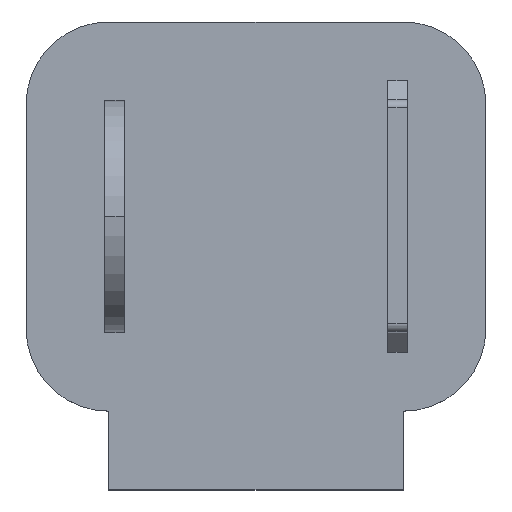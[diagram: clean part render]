
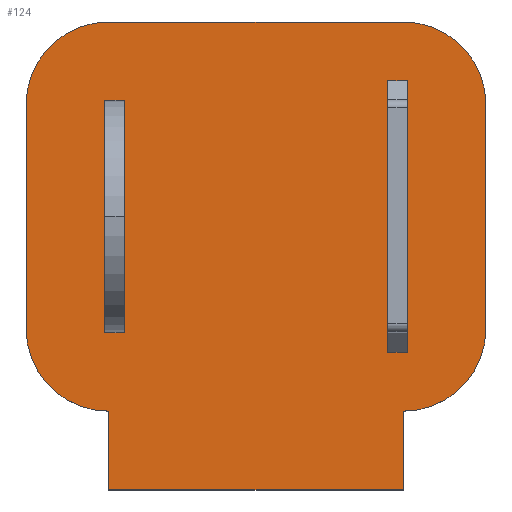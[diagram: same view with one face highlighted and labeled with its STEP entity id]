
A CAD part, top view. The second image highlights one B-rep face of the part: STEP entity #124.
In plain terms, the highlighted planar face has unit normal (0, 0, 1).
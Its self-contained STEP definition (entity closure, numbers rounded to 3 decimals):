
#6 = CARTESIAN_POINT ( 'NONE',  ( 55., -40., -132. ) ) ;
#15 = EDGE_CURVE ( 'NONE', #564, #295, #416, .T. ) ;
#26 = CARTESIAN_POINT ( 'NONE',  ( 55., 79., -132. ) ) ;
#33 = EDGE_CURVE ( 'NONE', #892, #1287, #80, .T. ) ;
#45 = LINE ( 'NONE', #319, #822 ) ;
#51 = CARTESIAN_POINT ( 'NONE',  ( -20., -40., -132. ) ) ;
#66 = CARTESIAN_POINT ( 'NONE',  ( -41., 1., -132. ) ) ;
#75 = LINE ( 'NONE', #825, #1034 ) ;
#80 = LINE ( 'NONE', #517, #518 ) ;
#86 = CARTESIAN_POINT ( 'NONE',  ( 51., 64., -132. ) ) ;
#93 = VECTOR ( 'NONE', #279, 1000. ) ;
#118 = VECTOR ( 'NONE', #1562, 1000. ) ;
#121 = ORIENTED_EDGE ( 'NONE', *, *, #1045, .T. ) ;
#124 = ADVANCED_FACE ( 'NONE', ( #1027, #360, #644 ), #1222, .F. ) ;
#132 = CARTESIAN_POINT ( 'NONE',  ( 55., -40., -132. ) ) ;
#163 = LINE ( 'NONE', #740, #1252 ) ;
#174 = DIRECTION ( 'NONE',  ( 0., 0., -1. ) ) ;
#178 = DIRECTION ( 'NONE',  ( -1., 0., 0. ) ) ;
#183 = AXIS2_PLACEMENT_3D ( 'NONE', #520, #1840, #219 ) ;
#198 = ORIENTED_EDGE ( 'NONE', *, *, #33, .F. ) ;
#205 = DIRECTION ( 'NONE',  ( 0., -1., 0. ) ) ;
#209 = AXIS2_PLACEMENT_3D ( 'NONE', #1060, #483, #1078 ) ;
#210 = CARTESIAN_POINT ( 'NONE',  ( -20., -40., -132. ) ) ;
#219 = DIRECTION ( 'NONE',  ( -1., 0., 0. ) ) ;
#226 = CARTESIAN_POINT ( 'NONE',  ( 0., -5., -132. ) ) ;
#228 = EDGE_CURVE ( 'NONE', #295, #569, #1531, .T. ) ;
#229 = CARTESIAN_POINT ( 'NONE',  ( -16., 0., -132. ) ) ;
#234 = ORIENTED_EDGE ( 'NONE', *, *, #1123, .T. ) ;
#238 = EDGE_CURVE ( 'NONE', #707, #1056, #960, .T. ) ;
#249 = ORIENTED_EDGE ( 'NONE', *, *, #458, .F. ) ;
#255 = EDGE_LOOP ( 'NONE', ( #1111, #121, #1829, #1735, #789, #1548, #710, #1792, #438, #1843 ) ) ;
#266 = AXIS2_PLACEMENT_3D ( 'NONE', #313, #174, #601 ) ;
#279 = DIRECTION ( 'NONE',  ( 1., 0., 0. ) ) ;
#293 = CIRCLE ( 'NONE', #1293, 21. ) ;
#295 = VERTEX_POINT ( 'NONE', #1572 ) ;
#297 = EDGE_CURVE ( 'NONE', #1012, #410, #293, .T. ) ;
#313 = CARTESIAN_POINT ( 'NONE',  ( 0., 0., -132. ) ) ;
#319 = CARTESIAN_POINT ( 'NONE',  ( -16., 59., -132. ) ) ;
#344 = VERTEX_POINT ( 'NONE', #26 ) ;
#347 = DIRECTION ( 'NONE',  ( 0., -1., 0. ) ) ;
#360 = FACE_OUTER_BOUND ( 'NONE', #255, .T. ) ;
#364 = VERTEX_POINT ( 'NONE', #1737 ) ;
#381 = DIRECTION ( 'NONE',  ( 0., 0., 1. ) ) ;
#402 = CARTESIAN_POINT ( 'NONE',  ( -20., -20., -132. ) ) ;
#410 = VERTEX_POINT ( 'NONE', #878 ) ;
#416 = LINE ( 'NONE', #1566, #833 ) ;
#427 = CARTESIAN_POINT ( 'NONE',  ( -16., 59., -132. ) ) ;
#438 = ORIENTED_EDGE ( 'NONE', *, *, #993, .T. ) ;
#448 = DIRECTION ( 'NONE',  ( -1., 0., 0. ) ) ;
#458 = EDGE_CURVE ( 'NONE', #747, #569, #163, .T. ) ;
#459 = CARTESIAN_POINT ( 'NONE',  ( 55., -40., -132. ) ) ;
#483 = DIRECTION ( 'NONE',  ( 0., 0., 1. ) ) ;
#517 = CARTESIAN_POINT ( 'NONE',  ( -21., 59., -132. ) ) ;
#518 = VECTOR ( 'NONE', #1046, 1000. ) ;
#520 = CARTESIAN_POINT ( 'NONE',  ( -20., 1., -132. ) ) ;
#563 = CARTESIAN_POINT ( 'NONE',  ( -21., 59., -132. ) ) ;
#564 = VERTEX_POINT ( 'NONE', #1769 ) ;
#569 = VERTEX_POINT ( 'NONE', #786 ) ;
#574 = DIRECTION ( 'NONE',  ( 0., 1., 0. ) ) ;
#582 = CIRCLE ( 'NONE', #183, 21. ) ;
#599 = VECTOR ( 'NONE', #1837, 1000. ) ;
#601 = DIRECTION ( 'NONE',  ( -1., 0., 0. ) ) ;
#604 = CARTESIAN_POINT ( 'NONE',  ( -41., 58., -132. ) ) ;
#643 = EDGE_CURVE ( 'NONE', #1077, #1155, #782, .T. ) ;
#644 = FACE_BOUND ( 'NONE', #1561, .T. ) ;
#654 = VECTOR ( 'NONE', #738, 1000. ) ;
#656 = DIRECTION ( 'NONE',  ( 0., 1., 0. ) ) ;
#707 = VERTEX_POINT ( 'NONE', #459 ) ;
#710 = ORIENTED_EDGE ( 'NONE', *, *, #1633, .F. ) ;
#731 = CARTESIAN_POINT ( 'NONE',  ( -16., 0., -132. ) ) ;
#738 = DIRECTION ( 'NONE',  ( -1., 0., 0. ) ) ;
#740 = CARTESIAN_POINT ( 'NONE',  ( 51., 59., -132. ) ) ;
#747 = VERTEX_POINT ( 'NONE', #86 ) ;
#782 = LINE ( 'NONE', #909, #1481 ) ;
#785 = VERTEX_POINT ( 'NONE', #1263 ) ;
#786 = CARTESIAN_POINT ( 'NONE',  ( 51., -5., -132. ) ) ;
#789 = ORIENTED_EDGE ( 'NONE', *, *, #643, .F. ) ;
#794 = ORIENTED_EDGE ( 'NONE', *, *, #964, .T. ) ;
#795 = CARTESIAN_POINT ( 'NONE',  ( 56., 64., -132. ) ) ;
#822 = VECTOR ( 'NONE', #448, 1000. ) ;
#825 = CARTESIAN_POINT ( 'NONE',  ( -16., 59., -132. ) ) ;
#833 = VECTOR ( 'NONE', #1860, 1000. ) ;
#851 = VERTEX_POINT ( 'NONE', #402 ) ;
#878 = CARTESIAN_POINT ( 'NONE',  ( 76., 1., -132. ) ) ;
#882 = CIRCLE ( 'NONE', #209, 21. ) ;
#892 = VERTEX_POINT ( 'NONE', #563 ) ;
#909 = CARTESIAN_POINT ( 'NONE',  ( -41., -20., -132. ) ) ;
#937 = LINE ( 'NONE', #1627, #1539 ) ;
#960 = LINE ( 'NONE', #132, #599 ) ;
#964 = EDGE_CURVE ( 'NONE', #1646, #1287, #1751, .T. ) ;
#993 = EDGE_CURVE ( 'NONE', #707, #1012, #1580, .T. ) ;
#1012 = VERTEX_POINT ( 'NONE', #1154 ) ;
#1027 = FACE_BOUND ( 'NONE', #1794, .T. ) ;
#1034 = VECTOR ( 'NONE', #1526, 1000. ) ;
#1045 = EDGE_CURVE ( 'NONE', #785, #344, #1474, .T. ) ;
#1046 = DIRECTION ( 'NONE',  ( 0., -1., 0. ) ) ;
#1056 = VERTEX_POINT ( 'NONE', #51 ) ;
#1060 = CARTESIAN_POINT ( 'NONE',  ( -20., 58., -132. ) ) ;
#1076 = EDGE_CURVE ( 'NONE', #785, #410, #937, .T. ) ;
#1077 = VERTEX_POINT ( 'NONE', #66 ) ;
#1078 = DIRECTION ( 'NONE',  ( -1., 0., 0. ) ) ;
#1102 = CARTESIAN_POINT ( 'NONE',  ( 55., 1., -132. ) ) ;
#1107 = EDGE_CURVE ( 'NONE', #364, #1155, #882, .T. ) ;
#1111 = ORIENTED_EDGE ( 'NONE', *, *, #1076, .F. ) ;
#1123 = EDGE_CURVE ( 'NONE', #747, #564, #1207, .T. ) ;
#1151 = VECTOR ( 'NONE', #656, 1000. ) ;
#1154 = CARTESIAN_POINT ( 'NONE',  ( 55., -20., -132. ) ) ;
#1155 = VERTEX_POINT ( 'NONE', #604 ) ;
#1207 = LINE ( 'NONE', #795, #1458 ) ;
#1222 = PLANE ( 'NONE',  #266 ) ;
#1226 = EDGE_CURVE ( 'NONE', #1847, #1646, #75, .T. ) ;
#1252 = VECTOR ( 'NONE', #205, 1000. ) ;
#1263 = CARTESIAN_POINT ( 'NONE',  ( 76., 58., -132. ) ) ;
#1266 = ORIENTED_EDGE ( 'NONE', *, *, #15, .T. ) ;
#1273 = ORIENTED_EDGE ( 'NONE', *, *, #1226, .T. ) ;
#1287 = VERTEX_POINT ( 'NONE', #1833 ) ;
#1293 = AXIS2_PLACEMENT_3D ( 'NONE', #1102, #381, #1828 ) ;
#1352 = ORIENTED_EDGE ( 'NONE', *, *, #228, .T. ) ;
#1423 = LINE ( 'NONE', #1851, #93 ) ;
#1452 = VECTOR ( 'NONE', #574, 1000. ) ;
#1458 = VECTOR ( 'NONE', #1785, 1000. ) ;
#1474 = CIRCLE ( 'NONE', #1720, 21. ) ;
#1481 = VECTOR ( 'NONE', #1626, 1000. ) ;
#1514 = DIRECTION ( 'NONE',  ( 0., 0., 1. ) ) ;
#1526 = DIRECTION ( 'NONE',  ( 0., -1., 0. ) ) ;
#1531 = LINE ( 'NONE', #226, #118 ) ;
#1539 = VECTOR ( 'NONE', #347, 1000. ) ;
#1546 = ORIENTED_EDGE ( 'NONE', *, *, #1832, .F. ) ;
#1548 = ORIENTED_EDGE ( 'NONE', *, *, #1644, .T. ) ;
#1561 = EDGE_LOOP ( 'NONE', ( #1546, #1273, #794, #198 ) ) ;
#1562 = DIRECTION ( 'NONE',  ( -1., 0., 0. ) ) ;
#1566 = CARTESIAN_POINT ( 'NONE',  ( 56., 59., -132. ) ) ;
#1572 = CARTESIAN_POINT ( 'NONE',  ( 56., -5., -132. ) ) ;
#1580 = LINE ( 'NONE', #6, #1452 ) ;
#1602 = CARTESIAN_POINT ( 'NONE',  ( 55., 58., -132. ) ) ;
#1626 = DIRECTION ( 'NONE',  ( 0., 1., 0. ) ) ;
#1627 = CARTESIAN_POINT ( 'NONE',  ( 76., 79., -132. ) ) ;
#1633 = EDGE_CURVE ( 'NONE', #1056, #851, #1818, .T. ) ;
#1644 = EDGE_CURVE ( 'NONE', #1077, #851, #582, .T. ) ;
#1646 = VERTEX_POINT ( 'NONE', #229 ) ;
#1720 = AXIS2_PLACEMENT_3D ( 'NONE', #1602, #1514, #178 ) ;
#1735 = ORIENTED_EDGE ( 'NONE', *, *, #1107, .T. ) ;
#1737 = CARTESIAN_POINT ( 'NONE',  ( -20., 79., -132. ) ) ;
#1751 = LINE ( 'NONE', #731, #654 ) ;
#1769 = CARTESIAN_POINT ( 'NONE',  ( 56., 64., -132. ) ) ;
#1785 = DIRECTION ( 'NONE',  ( 1., 0., 0. ) ) ;
#1792 = ORIENTED_EDGE ( 'NONE', *, *, #238, .F. ) ;
#1794 = EDGE_LOOP ( 'NONE', ( #1352, #249, #234, #1266 ) ) ;
#1818 = LINE ( 'NONE', #210, #1151 ) ;
#1828 = DIRECTION ( 'NONE',  ( -1., 0., 0. ) ) ;
#1829 = ORIENTED_EDGE ( 'NONE', *, *, #1852, .F. ) ;
#1832 = EDGE_CURVE ( 'NONE', #1847, #892, #45, .T. ) ;
#1833 = CARTESIAN_POINT ( 'NONE',  ( -21., 0., -132. ) ) ;
#1837 = DIRECTION ( 'NONE',  ( -1., 0., 0. ) ) ;
#1840 = DIRECTION ( 'NONE',  ( 0., 0., 1. ) ) ;
#1843 = ORIENTED_EDGE ( 'NONE', *, *, #297, .T. ) ;
#1847 = VERTEX_POINT ( 'NONE', #427 ) ;
#1851 = CARTESIAN_POINT ( 'NONE',  ( 76., 79., -132. ) ) ;
#1852 = EDGE_CURVE ( 'NONE', #364, #344, #1423, .T. ) ;
#1860 = DIRECTION ( 'NONE',  ( 0., -1., 0. ) ) ;
